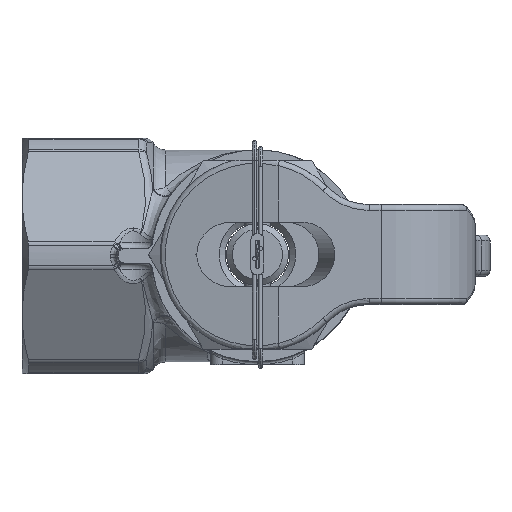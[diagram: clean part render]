
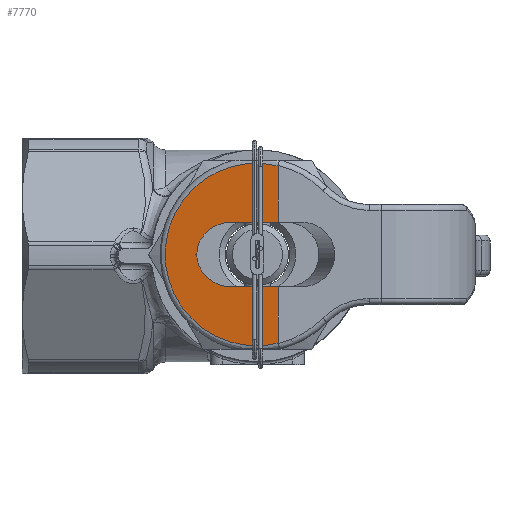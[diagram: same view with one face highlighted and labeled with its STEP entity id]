
A CAD part, top view. The second image highlights one B-rep face of the part: STEP entity #7770.
In plain terms, the highlighted planar face has unit normal (-0.174, 0, 0.985).
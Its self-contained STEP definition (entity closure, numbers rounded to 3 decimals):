
#4094=CARTESIAN_POINT('',(-10.3,0.,145.567));
#4095=VERTEX_POINT('',#4094);
#4102=CARTESIAN_POINT('',(-4.324,-5.5,146.62));
#4103=VERTEX_POINT('',#4102);
#4104=CARTESIAN_POINT('',(-4.324,-5.5,146.62));
#4105=CARTESIAN_POINT('',(-7.825,-5.5,146.003));
#4106=CARTESIAN_POINT('',(-10.3,-3.222,145.567));
#4107=CARTESIAN_POINT('',(-10.3,0.,145.567));
#4108=(BOUNDED_CURVE()
B_SPLINE_CURVE(3,(#4104,#4105,#4106,#4107),.UNSPECIFIED.,.F.,.F.)
B_SPLINE_CURVE_WITH_KNOTS((4,4),(1.571,3.142),.UNSPECIFIED.)
CURVE()
GEOMETRIC_REPRESENTATION_ITEM()
RATIONAL_B_SPLINE_CURVE((1.,0.805,0.805,1.))
REPRESENTATION_ITEM(''));
#4109=EDGE_CURVE('NONE',#4103,#4095,#4108,.T.);
#5876=CARTESIAN_POINT('',(3.5,-15.058,148.));
#5877=VERTEX_POINT('',#5876);
#5887=CARTESIAN_POINT('',(3.5,15.058,148.));
#5888=VERTEX_POINT('',#5887);
#5889=CARTESIAN_POINT('',(3.5,15.058,148.));
#5890=CARTESIAN_POINT('',(-7.096,17.643,146.132));
#5891=CARTESIAN_POINT('',(-15.674,10.907,144.619));
#5892=CARTESIAN_POINT('',(-15.674,0.,144.619));
#5893=CARTESIAN_POINT('',(-15.674,-10.907,144.619));
#5894=CARTESIAN_POINT('',(-7.096,-17.643,146.132));
#5895=CARTESIAN_POINT('',(3.5,-15.058,148.));
#5896=(BOUNDED_CURVE()
B_SPLINE_CURVE(3,(#5889,#5890,#5891,#5892,#5893,#5894,#5895),.UNSPECIFIED.,.F.,.F.)
B_SPLINE_CURVE_WITH_KNOTS((4,3,4),(1.332,3.142,4.952),.UNSPECIFIED.)
CURVE()
GEOMETRIC_REPRESENTATION_ITEM()
RATIONAL_B_SPLINE_CURVE((1.,0.745,0.745,1.,0.745,0.745,1.))
REPRESENTATION_ITEM(''));
#5897=EDGE_CURVE('NONE',#5888,#5877,#5896,.T.);
#5981=CARTESIAN_POINT('',(3.5,5.5,148.));
#5982=VERTEX_POINT('',#5981);
#5983=CARTESIAN_POINT('',(3.5,15.058,148.));
#5984=DIRECTION('',(-0.,-1.,0.));
#5985=VECTOR('',#5984,9.558);
#5986=LINE('',#5983,#5985);
#5987=EDGE_CURVE('NONE',#5888,#5982,#5986,.T.);
#6006=CARTESIAN_POINT('',(3.5,-5.5,148.));
#6007=VERTEX_POINT('',#6006);
#6014=CARTESIAN_POINT('',(3.5,-5.5,148.));
#6015=DIRECTION('',(-0.,-1.,0.));
#6016=VECTOR('',#6015,9.558);
#6017=LINE('',#6014,#6016);
#6018=EDGE_CURVE('NONE',#6007,#5877,#6017,.T.);
#7655=CARTESIAN_POINT('',(3.5,-5.5,148.));
#7656=DIRECTION('',(-0.985,-0.,-0.174));
#7657=VECTOR('',#7656,7.944);
#7658=LINE('',#7655,#7657);
#7659=EDGE_CURVE('NONE',#6007,#4103,#7658,.T.);
#7681=CARTESIAN_POINT('',(-4.324,5.5,146.62));
#7682=VERTEX_POINT('',#7681);
#7689=CARTESIAN_POINT('',(-10.3,0.,145.567));
#7690=CARTESIAN_POINT('',(-10.3,3.222,145.567));
#7691=CARTESIAN_POINT('',(-7.825,5.5,146.003));
#7692=CARTESIAN_POINT('',(-4.324,5.5,146.62));
#7693=(BOUNDED_CURVE()
B_SPLINE_CURVE(3,(#7689,#7690,#7691,#7692),.UNSPECIFIED.,.F.,.F.)
B_SPLINE_CURVE_WITH_KNOTS((4,4),(3.142,4.712),.UNSPECIFIED.)
CURVE()
GEOMETRIC_REPRESENTATION_ITEM()
RATIONAL_B_SPLINE_CURVE((1.,0.805,0.805,1.))
REPRESENTATION_ITEM(''));
#7694=EDGE_CURVE('NONE',#4095,#7682,#7693,.T.);
#7721=CARTESIAN_POINT('',(-4.324,5.5,146.62));
#7722=DIRECTION('',(0.985,0.,0.174));
#7723=VECTOR('',#7722,7.944);
#7724=LINE('',#7721,#7723);
#7725=EDGE_CURVE('NONE',#7682,#5982,#7724,.T.);
#7756=CARTESIAN_POINT('',(-21.5,78.395,143.592));
#7757=DIRECTION('',(0.174,-0.,-0.985));
#7758=DIRECTION('',(0.985,0.,0.174));
#7759=AXIS2_PLACEMENT_3D('',#7756,#7757,#7758);
#7760=PLANE('',#7759);
#7761=ORIENTED_EDGE('',*,*,#5987,.F.);
#7762=ORIENTED_EDGE('',*,*,#5897,.T.);
#7763=ORIENTED_EDGE('',*,*,#6018,.F.);
#7764=ORIENTED_EDGE('',*,*,#7659,.T.);
#7765=ORIENTED_EDGE('',*,*,#4109,.T.);
#7766=ORIENTED_EDGE('',*,*,#7694,.T.);
#7767=ORIENTED_EDGE('',*,*,#7725,.T.);
#7768=EDGE_LOOP('',(#7761,#7762,#7763,#7764,#7765,#7766,#7767));
#7769=FACE_BOUND('',#7768,.T.);
#7770=ADVANCED_FACE('NONE',(#7769),#7760,.F.);
